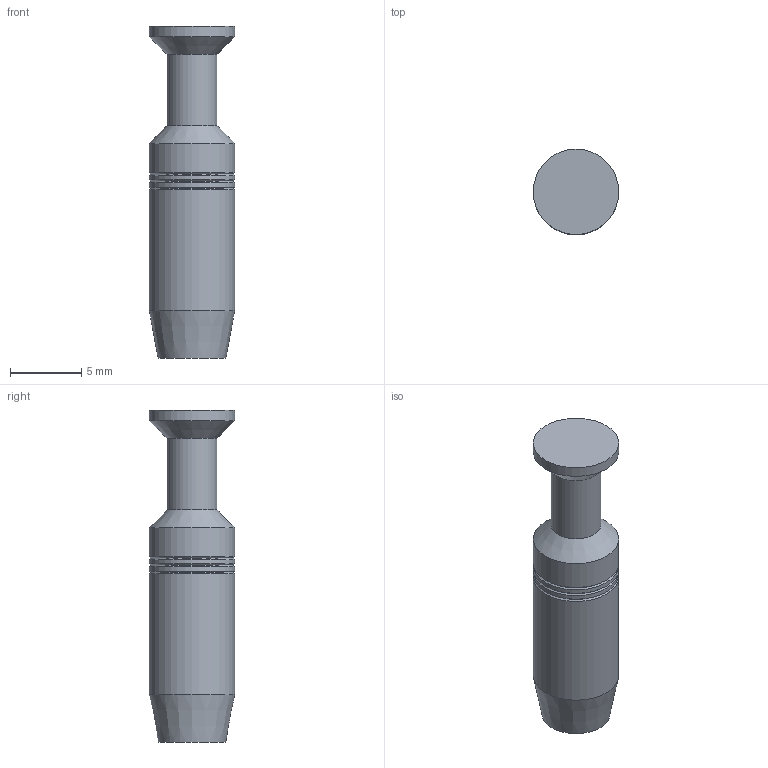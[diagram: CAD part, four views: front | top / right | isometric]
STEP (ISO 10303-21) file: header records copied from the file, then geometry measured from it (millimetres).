
FILE_DESCRIPTION(/* description */ (''),/* implementation_level */ '2;1');
FILE_NAME(/* name */ 'C3D_N_02_040_0011.stp',/* time_stamp */ '2016-03-03T08:32:08+01:00',/* author */ (''),/* organization */ (''),/* preprocessor_version */ 'ST-DEVELOPER v15',/* originating_system */ 'SIEMENS PLM Software NX 9.0',/* authorisation */ '');
FILE_SCHEMA (('CONFIG_CONTROL_DESIGN'));
Length unit declared in the file: millimetre
Products named in the file (1): n 02 040 0011nxm001-05
Bounding box: 6 x 6 x 23.3 mm (x, y, z)
Volume: 369.1 mm3; surface area: 592.1 mm2
Topology: 1 solids, 1 shells, 21 faces, 46 edges, 26 vertices
Faces by surface type: cone 13, cylinder 7, plane 1
Full cylindrical faces by diameter (mm): 3.5 x1, 4.4 x1, 6 x5
Entity records: 502 total; most frequent: DIRECTION 84, CARTESIAN_POINT 63, AXIS2_PLACEMENT_3D 42, FACE_BOUND 40, EDGE_LOOP 40, ORIENTED_EDGE 40, ADVANCED_FACE 21, VERTEX_POINT 21
